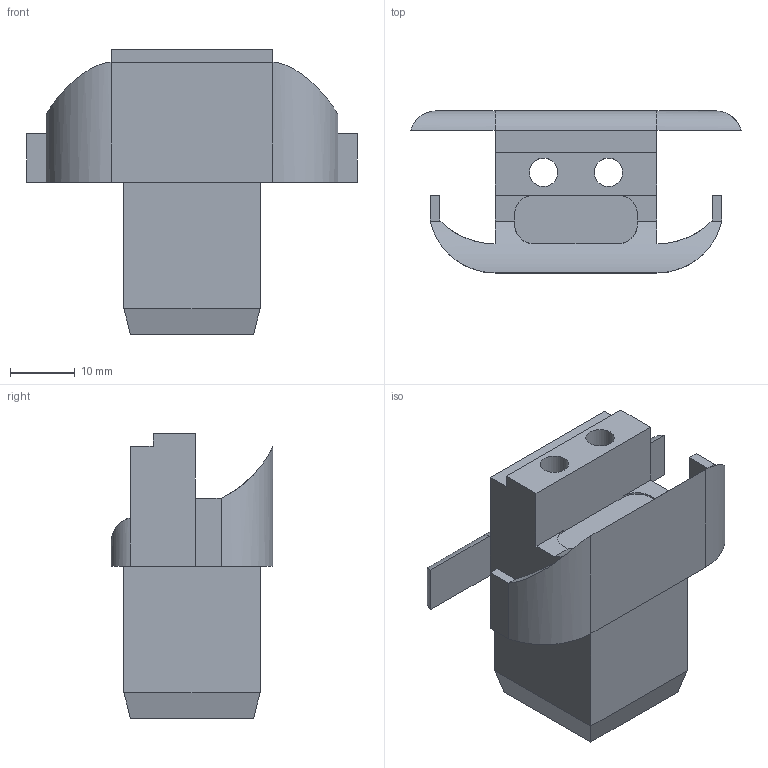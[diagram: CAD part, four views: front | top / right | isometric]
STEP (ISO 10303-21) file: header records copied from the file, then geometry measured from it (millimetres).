
FILE_DESCRIPTION(/* description */ ('GIUNZIONE Q25-2VL NYLON RAL. 7039'),/* implementation_level */ '2;1');
FILE_NAME(/* name */ 'XF30201G.stp',/* time_stamp */ '2017-03-16T11:58:52+01:00',/* author */ ('ddelbianco'),/* organization */ (''),/* preprocessor_version */ 'ST-DEVELOPER v16.1',/* originating_system */ 'Autodesk Inventor 2016',/* authorisation */ '');
FILE_SCHEMA (('CONFIG_CONTROL_DESIGN'));
Length unit declared in the file: millimetre
Products named in the file (1): XF30201G
Bounding box: 51 x 25 x 44 mm (x, y, z)
Volume: 12881.7 mm3; surface area: 8844.9 mm2
Topology: 1 solids, 1 shells, 60 faces, 158 edges, 102 vertices
Faces by surface type: plane 42, cylinder 18
Full cylindrical faces by diameter (mm): 4.4 x2
Entity records: 1877 total; most frequent: CARTESIAN_POINT 369, ORIENTED_EDGE 308, DIRECTION 298, EDGE_CURVE 154, LINE 120, VECTOR 120, VERTEX_POINT 100, AXIS2_PLACEMENT_3D 89
